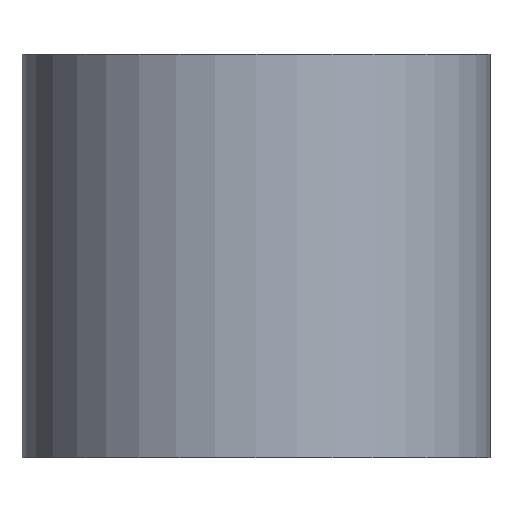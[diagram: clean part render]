
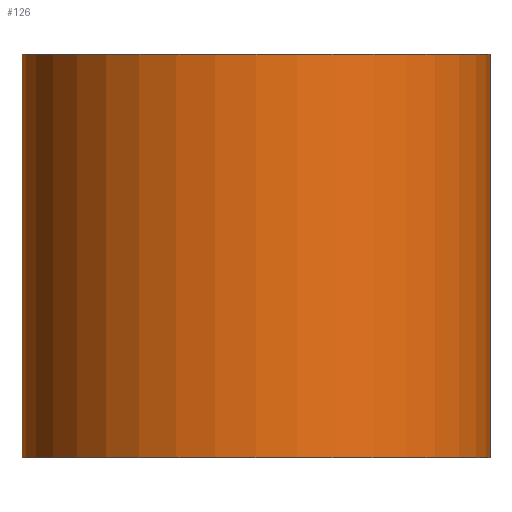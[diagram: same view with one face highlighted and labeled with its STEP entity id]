
A CAD part, front view. The second image highlights one B-rep face of the part: STEP entity #126.
In plain terms, the highlighted cylindrical face has radius 25.5 mm (diameter 51 mm), a full revolution.
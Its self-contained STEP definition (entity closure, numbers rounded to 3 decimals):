
#19=CIRCLE('',#149,25.5);
#20=CIRCLE('',#151,25.5);
#22=CYLINDRICAL_SURFACE('',#150,25.5);
#28=FACE_OUTER_BOUND('',#36,.T.);
#36=EDGE_LOOP('',(#107,#108,#109,#110));
#49=LINE('',#219,#60);
#60=VECTOR('',#185,25.5);
#69=VERTEX_POINT('',#214);
#70=VERTEX_POINT('',#217);
#83=EDGE_CURVE('',#69,#69,#19,.T.);
#84=EDGE_CURVE('',#70,#70,#20,.T.);
#85=EDGE_CURVE('',#70,#69,#49,.T.);
#107=ORIENTED_EDGE('',*,*,#84,.F.);
#108=ORIENTED_EDGE('',*,*,#85,.T.);
#109=ORIENTED_EDGE('',*,*,#83,.F.);
#110=ORIENTED_EDGE('',*,*,#85,.F.);
#126=ADVANCED_FACE('',(#28),#22,.T.);
#149=AXIS2_PLACEMENT_3D('',#215,#179,#180);
#150=AXIS2_PLACEMENT_3D('',#216,#181,#182);
#151=AXIS2_PLACEMENT_3D('',#218,#183,#184);
#179=DIRECTION('center_axis',(0.,0.,1.));
#180=DIRECTION('ref_axis',(1.,0.,0.));
#181=DIRECTION('center_axis',(0.,0.,-1.));
#182=DIRECTION('ref_axis',(1.,0.,0.));
#183=DIRECTION('center_axis',(0.,0.,-1.));
#184=DIRECTION('ref_axis',(1.,0.,0.));
#185=DIRECTION('',(0.,0.,1.));
#214=CARTESIAN_POINT('',(-25.5,0.,150.5));
#215=CARTESIAN_POINT('Origin',(0.,0.,
150.5));
#216=CARTESIAN_POINT('Origin',(0.,0.,
136.5));
#217=CARTESIAN_POINT('',(-25.5,0.,106.5));
#218=CARTESIAN_POINT('Origin',(0.,0.,
106.5));
#219=CARTESIAN_POINT('',(-25.5,0.,136.5));
